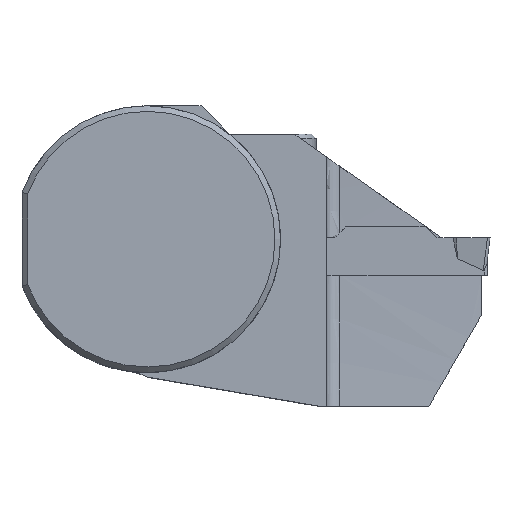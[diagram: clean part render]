
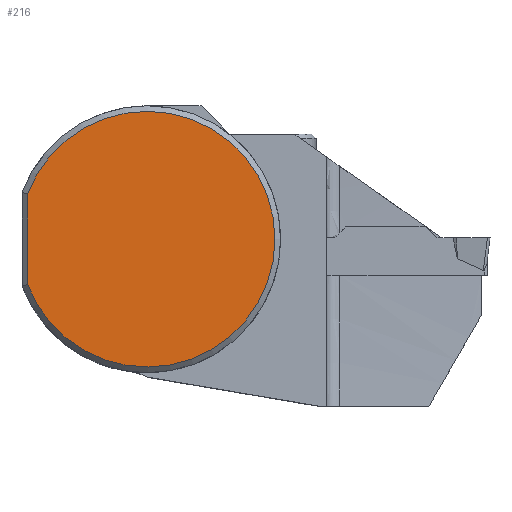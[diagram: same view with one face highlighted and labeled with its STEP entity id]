
A CAD part, top view. The second image highlights one B-rep face of the part: STEP entity #216.
In plain terms, the highlighted planar face has unit normal (0, 0, 1).
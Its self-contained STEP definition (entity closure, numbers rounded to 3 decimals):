
#216=ADVANCED_FACE('',(#326),#266,.F.);
#266=PLANE('',#1465);
#326=FACE_OUTER_BOUND('',#393,.T.);
#393=EDGE_LOOP('',(#928,#929));
#506=LINE('',#2425,#620);
#620=VECTOR('',#1772,1.);
#928=ORIENTED_EDGE('',*,*,#1267,.F.);
#929=ORIENTED_EDGE('',*,*,#1268,.T.);
#1100=VERTEX_POINT('',#2419);
#1101=VERTEX_POINT('',#2424);
#1267=EDGE_CURVE('',#1101,#1100,#506,.T.);
#1268=EDGE_CURVE('',#1101,#1100,#1305,.T.);
#1305=CIRCLE('',#1462,15.325);
#1462=AXIS2_PLACEMENT_3D('',#2428,#1777,#1778);
#1465=AXIS2_PLACEMENT_3D('',#2431,#1783,#1784);
#1772=DIRECTION('',(0.,1.,0.));
#1777=DIRECTION('',(0.,0.,1.));
#1778=DIRECTION('',(1.,0.,0.));
#1783=DIRECTION('',(0.,0.,-1.));
#1784=DIRECTION('',(1.,0.,0.));
#2419=CARTESIAN_POINT('',(-14.325,5.445,0.));
#2424=CARTESIAN_POINT('',(-14.325,-5.445,0.));
#2425=CARTESIAN_POINT('',(-14.325,16.,0.));
#2428=CARTESIAN_POINT('',(0.,0.,0.));
#2431=CARTESIAN_POINT('',(0.,0.,0.));
